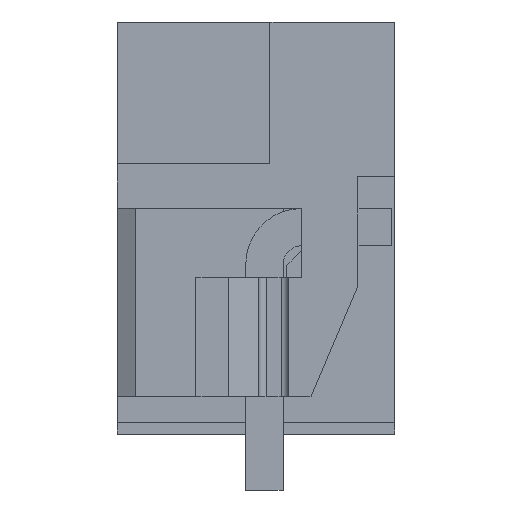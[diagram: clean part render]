
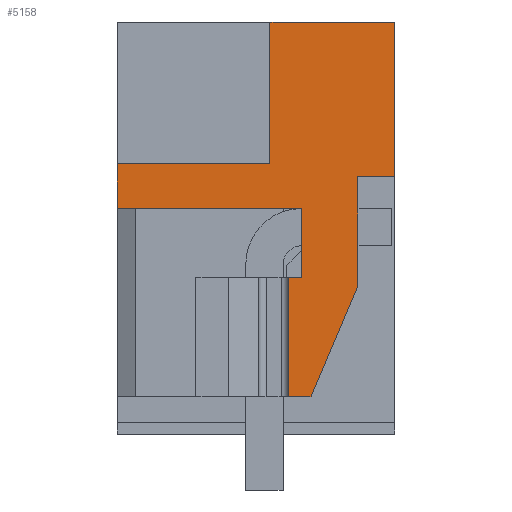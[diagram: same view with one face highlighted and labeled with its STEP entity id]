
A CAD part, left-side view. The second image highlights one B-rep face of the part: STEP entity #5158.
In plain terms, the highlighted planar face has unit normal (-1, 0, 0).
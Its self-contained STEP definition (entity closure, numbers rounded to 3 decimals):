
#5075=AXIS2_PLACEMENT_3D('Plane Axis2P3D',#5072,#5073,#5074) ;
#296=CARTESIAN_POINT('Vertex',(0.,7.45,7.55)) ;
#299=CARTESIAN_POINT('Line Origine',(0.,7.45,8.15)) ;
#303=CARTESIAN_POINT('Vertex',(0.,7.45,8.75)) ;
#4908=CARTESIAN_POINT('Vertex',(0.,2.25,2.5)) ;
#4911=CARTESIAN_POINT('Line Origine',(0.,2.55,2.5)) ;
#4915=CARTESIAN_POINT('Vertex',(0.,2.85,2.5)) ;
#5050=CARTESIAN_POINT('Vertex',(0.,2.5,7.55)) ;
#5053=CARTESIAN_POINT('Line Origine',(0.,4.975,7.55)) ;
#5072=CARTESIAN_POINT('Axis2P3D Location',(0.,1.575,12.55)) ;
#5077=CARTESIAN_POINT('Line Origine',(0.,2.5,6.625)) ;
#5081=CARTESIAN_POINT('Vertex',(0.,2.5,5.7)) ;
#5084=CARTESIAN_POINT('Line Origine',(0.,2.675,5.7)) ;
#5088=CARTESIAN_POINT('Vertex',(0.,2.85,5.7)) ;
#5091=CARTESIAN_POINT('Line Origine',(0.,2.85,4.1)) ;
#5096=CARTESIAN_POINT('Line Origine',(0.,1.623,3.979)) ;
#5100=CARTESIAN_POINT('Vertex',(0.,0.997,5.458)) ;
#5103=CARTESIAN_POINT('Line Origine',(0.,0.997,6.929)) ;
#5107=CARTESIAN_POINT('Vertex',(0.,0.997,8.4)) ;
#5110=CARTESIAN_POINT('Line Origine',(0.,0.498,8.4)) ;
#5114=CARTESIAN_POINT('Vertex',(0.,0.,8.4)) ;
#5117=CARTESIAN_POINT('Line Origine',(0.,0.,10.475)) ;
#5121=CARTESIAN_POINT('Vertex',(0.,0.,12.55)) ;
#5124=CARTESIAN_POINT('Line Origine',(0.,1.675,12.55)) ;
#5128=CARTESIAN_POINT('Vertex',(0.,3.35,12.55)) ;
#5131=CARTESIAN_POINT('Line Origine',(0.,3.35,10.65)) ;
#5135=CARTESIAN_POINT('Vertex',(0.,3.35,8.75)) ;
#5138=CARTESIAN_POINT('Line Origine',(0.,5.4,8.75)) ;
#300=DIRECTION('Vector Direction',(0.,0.,-1.)) ;
#4912=DIRECTION('Vector Direction',(0.,-1.,0.)) ;
#5054=DIRECTION('Vector Direction',(0.,1.,0.)) ;
#5073=DIRECTION('Axis2P3D Direction',(-1.,0.,-0.)) ;
#5074=DIRECTION('Axis2P3D XDirection',(0.,1.,0.)) ;
#5078=DIRECTION('Vector Direction',(0.,0.,-1.)) ;
#5085=DIRECTION('Vector Direction',(0.,1.,0.)) ;
#5092=DIRECTION('Vector Direction',(0.,0.,-1.)) ;
#5097=DIRECTION('Vector Direction',(0.,0.39,-0.921)) ;
#5104=DIRECTION('Vector Direction',(0.,0.,1.)) ;
#5111=DIRECTION('Vector Direction',(0.,-1.,0.)) ;
#5118=DIRECTION('Vector Direction',(0.,0.,1.)) ;
#5125=DIRECTION('Vector Direction',(0.,1.,0.)) ;
#5132=DIRECTION('Vector Direction',(0.,0.,-1.)) ;
#5139=DIRECTION('Vector Direction',(0.,-1.,0.)) ;
#301=VECTOR('Line Direction',#300,1.) ;
#4913=VECTOR('Line Direction',#4912,1.) ;
#5055=VECTOR('Line Direction',#5054,1.) ;
#5079=VECTOR('Line Direction',#5078,1.) ;
#5086=VECTOR('Line Direction',#5085,1.) ;
#5093=VECTOR('Line Direction',#5092,1.) ;
#5098=VECTOR('Line Direction',#5097,1.) ;
#5105=VECTOR('Line Direction',#5104,1.) ;
#5112=VECTOR('Line Direction',#5111,1.) ;
#5119=VECTOR('Line Direction',#5118,1.) ;
#5126=VECTOR('Line Direction',#5125,1.) ;
#5133=VECTOR('Line Direction',#5132,1.) ;
#5140=VECTOR('Line Direction',#5139,1.) ;
#5144=ORIENTED_EDGE('',*,*,#305,.T.) ;
#5145=ORIENTED_EDGE('',*,*,#5057,.F.) ;
#5146=ORIENTED_EDGE('',*,*,#5083,.T.) ;
#5147=ORIENTED_EDGE('',*,*,#5090,.T.) ;
#5148=ORIENTED_EDGE('',*,*,#5095,.T.) ;
#5149=ORIENTED_EDGE('',*,*,#4917,.T.) ;
#5150=ORIENTED_EDGE('',*,*,#5102,.F.) ;
#5151=ORIENTED_EDGE('',*,*,#5109,.T.) ;
#5152=ORIENTED_EDGE('',*,*,#5116,.T.) ;
#5153=ORIENTED_EDGE('',*,*,#5123,.T.) ;
#5154=ORIENTED_EDGE('',*,*,#5130,.T.) ;
#5155=ORIENTED_EDGE('',*,*,#5137,.T.) ;
#5156=ORIENTED_EDGE('',*,*,#5142,.F.) ;
#5158=ADVANCED_FACE('HOUSING',(#5157),#5076,.T.) ;
#305=EDGE_CURVE('',#304,#297,#302,.T.) ;
#4917=EDGE_CURVE('',#4916,#4909,#4914,.T.) ;
#5057=EDGE_CURVE('',#5051,#297,#5056,.T.) ;
#5083=EDGE_CURVE('',#5051,#5082,#5080,.T.) ;
#5090=EDGE_CURVE('',#5082,#5089,#5087,.T.) ;
#5095=EDGE_CURVE('',#5089,#4916,#5094,.T.) ;
#5102=EDGE_CURVE('',#5101,#4909,#5099,.T.) ;
#5109=EDGE_CURVE('',#5101,#5108,#5106,.T.) ;
#5116=EDGE_CURVE('',#5108,#5115,#5113,.T.) ;
#5123=EDGE_CURVE('',#5115,#5122,#5120,.T.) ;
#5130=EDGE_CURVE('',#5122,#5129,#5127,.T.) ;
#5137=EDGE_CURVE('',#5129,#5136,#5134,.T.) ;
#5142=EDGE_CURVE('',#304,#5136,#5141,.T.) ;
#5143=EDGE_LOOP('',(#5144,#5145,#5146,#5147,#5148,#5149,#5150,#5151,#5152,#5153,#5154,#5155,#5156)) ;
#5157=FACE_OUTER_BOUND('',#5143,.T.) ;
#302=LINE('Line',#299,#301) ;
#4914=LINE('Line',#4911,#4913) ;
#5056=LINE('Line',#5053,#5055) ;
#5080=LINE('Line',#5077,#5079) ;
#5087=LINE('Line',#5084,#5086) ;
#5094=LINE('Line',#5091,#5093) ;
#5099=LINE('Line',#5096,#5098) ;
#5106=LINE('Line',#5103,#5105) ;
#5113=LINE('Line',#5110,#5112) ;
#5120=LINE('Line',#5117,#5119) ;
#5127=LINE('Line',#5124,#5126) ;
#5134=LINE('Line',#5131,#5133) ;
#5141=LINE('Line',#5138,#5140) ;
#5076=PLANE('',#5075) ;
#297=VERTEX_POINT('',#296) ;
#304=VERTEX_POINT('',#303) ;
#4909=VERTEX_POINT('',#4908) ;
#4916=VERTEX_POINT('',#4915) ;
#5051=VERTEX_POINT('',#5050) ;
#5082=VERTEX_POINT('',#5081) ;
#5089=VERTEX_POINT('',#5088) ;
#5101=VERTEX_POINT('',#5100) ;
#5108=VERTEX_POINT('',#5107) ;
#5115=VERTEX_POINT('',#5114) ;
#5122=VERTEX_POINT('',#5121) ;
#5129=VERTEX_POINT('',#5128) ;
#5136=VERTEX_POINT('',#5135) ;
